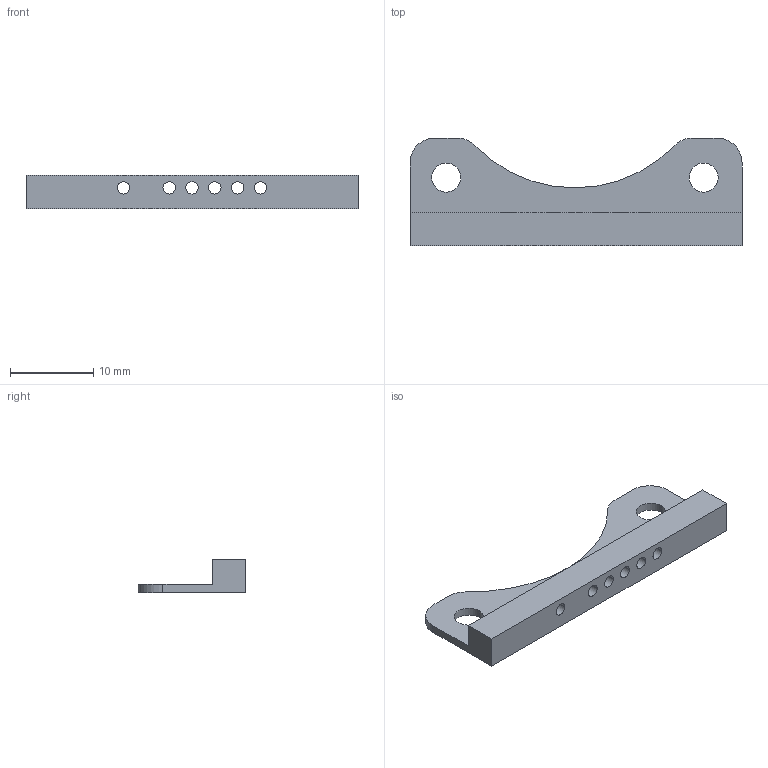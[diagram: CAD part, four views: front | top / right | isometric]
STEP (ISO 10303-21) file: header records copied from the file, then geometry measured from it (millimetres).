
FILE_DESCRIPTION(/* description */ (''),/* implementation_level */ '2;1');
FILE_NAME(/* name */ '3DChameleon (home sensor bracket)',/* time_stamp */ '2025-03-14T09:43:10+01:00',/* author */ (''),/* organization */ (''),/* preprocessor_version */ 'ST-DEVELOPER v19.2',/* originating_system */ 'Rhino 8.13',/* authorisation */ '');
FILE_SCHEMA (('AP242_MANAGED_MODEL_BASED_3D_ENGINEERING_MIM_LF { 1 0 10303 442 3 1 4 }'));
Length unit declared in the file: millimetre
Products named in the file (1): Document
Bounding box: 40 x 13 x 4 mm (x, y, z)
Volume: 826.9 mm3; surface area: 1263.2 mm2
Topology: 1 solids, 1 shells, 30 faces, 84 edges, 56 vertices
Faces by surface type: cylinder 21, plane 9
Entity records: 1075 total; most frequent: CARTESIAN_POINT 298, ORIENTED_EDGE 168, DIRECTION 118, EDGE_CURVE 84, AXIS2_PLACEMENT_3D 74, VERTEX_POINT 56, EDGE_LOOP 46, TRIMMED_CURVE 42
